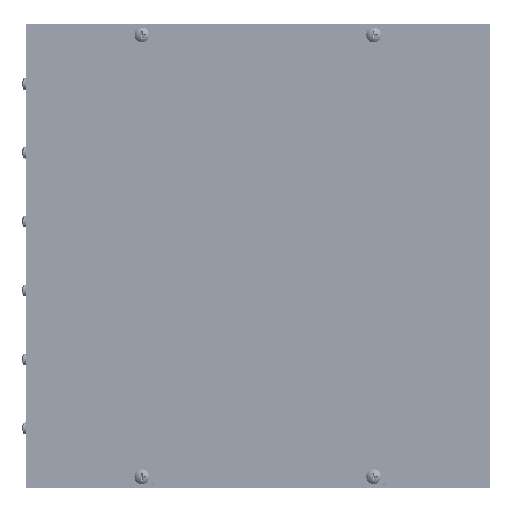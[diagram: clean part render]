
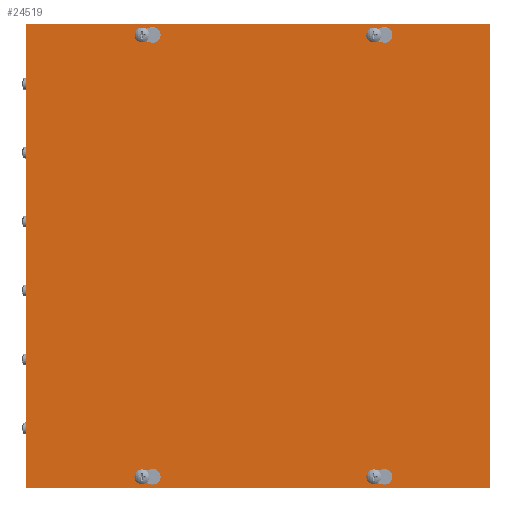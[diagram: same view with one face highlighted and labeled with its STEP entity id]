
A CAD part, top view. The second image highlights one B-rep face of the part: STEP entity #24519.
In plain terms, the highlighted planar face has unit normal (0, 0, 1).
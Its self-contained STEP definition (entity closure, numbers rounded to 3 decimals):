
#611=FACE_BOUND('',#3700,.T.);
#612=FACE_BOUND('',#3701,.T.);
#613=FACE_BOUND('',#3702,.T.);
#614=FACE_BOUND('',#3703,.T.);
#961=PLANE('',#26419);
#2105=FACE_OUTER_BOUND('',#3699,.T.);
#3699=EDGE_LOOP('',(#19087,#19088,#19089,#19090));
#3700=EDGE_LOOP('',(#19091,#19092,#19093,#19094));
#3701=EDGE_LOOP('',(#19095,#19096,#19097,#19098));
#3702=EDGE_LOOP('',(#19099,#19100,#19101,#19102));
#3703=EDGE_LOOP('',(#19103,#19104,#19105,#19106));
#5060=CIRCLE('',#26385,0.203);
#5062=CIRCLE('',#26389,0.125);
#5064=CIRCLE('',#26393,0.203);
#5066=CIRCLE('',#26397,0.125);
#5068=CIRCLE('',#26401,0.203);
#5070=CIRCLE('',#26405,0.125);
#5072=CIRCLE('',#26409,0.203);
#5074=CIRCLE('',#26413,0.125);
#6190=LINE('',#38702,#8232);
#6195=LINE('',#38716,#8237);
#6198=LINE('',#38726,#8240);
#6203=LINE('',#38740,#8245);
#6206=LINE('',#38750,#8248);
#6211=LINE('',#38764,#8253);
#6214=LINE('',#38774,#8256);
#6219=LINE('',#38788,#8261);
#6222=LINE('',#38798,#8264);
#6226=LINE('',#38806,#8268);
#6229=LINE('',#38812,#8271);
#6232=LINE('',#38817,#8274);
#8232=VECTOR('',#30326,0.27);
#8237=VECTOR('',#30339,0.27);
#8240=VECTOR('',#30350,0.27);
#8245=VECTOR('',#30363,0.27);
#8248=VECTOR('',#30374,0.27);
#8253=VECTOR('',#30387,0.27);
#8256=VECTOR('',#30398,0.27);
#8261=VECTOR('',#30411,0.27);
#8264=VECTOR('',#30422,12.);
#8268=VECTOR('',#30428,12.);
#8271=VECTOR('',#30433,12.);
#8274=VECTOR('',#30438,12.);
#11080=VERTEX_POINT('',#38700);
#11081=VERTEX_POINT('',#38701);
#11084=VERTEX_POINT('',#38709);
#11086=VERTEX_POINT('',#38715);
#11088=VERTEX_POINT('',#38724);
#11089=VERTEX_POINT('',#38725);
#11092=VERTEX_POINT('',#38733);
#11094=VERTEX_POINT('',#38739);
#11096=VERTEX_POINT('',#38748);
#11097=VERTEX_POINT('',#38749);
#11100=VERTEX_POINT('',#38757);
#11102=VERTEX_POINT('',#38763);
#11104=VERTEX_POINT('',#38772);
#11105=VERTEX_POINT('',#38773);
#11108=VERTEX_POINT('',#38781);
#11110=VERTEX_POINT('',#38787);
#11112=VERTEX_POINT('',#38796);
#11113=VERTEX_POINT('',#38797);
#11116=VERTEX_POINT('',#38805);
#11118=VERTEX_POINT('',#38811);
#13906=EDGE_CURVE('',#11080,#11081,#6190,.T.);
#13910=EDGE_CURVE('',#11084,#11080,#5060,.T.);
#13913=EDGE_CURVE('',#11086,#11084,#6195,.T.);
#13916=EDGE_CURVE('',#11081,#11086,#5062,.T.);
#13918=EDGE_CURVE('',#11088,#11089,#6198,.T.);
#13922=EDGE_CURVE('',#11092,#11088,#5064,.T.);
#13925=EDGE_CURVE('',#11094,#11092,#6203,.T.);
#13928=EDGE_CURVE('',#11089,#11094,#5066,.T.);
#13930=EDGE_CURVE('',#11096,#11097,#6206,.T.);
#13934=EDGE_CURVE('',#11100,#11096,#5068,.T.);
#13937=EDGE_CURVE('',#11102,#11100,#6211,.T.);
#13940=EDGE_CURVE('',#11097,#11102,#5070,.T.);
#13942=EDGE_CURVE('',#11104,#11105,#6214,.T.);
#13946=EDGE_CURVE('',#11108,#11104,#5072,.T.);
#13949=EDGE_CURVE('',#11110,#11108,#6219,.T.);
#13952=EDGE_CURVE('',#11105,#11110,#5074,.T.);
#13954=EDGE_CURVE('',#11112,#11113,#6222,.T.);
#13958=EDGE_CURVE('',#11113,#11116,#6226,.T.);
#13961=EDGE_CURVE('',#11116,#11118,#6229,.T.);
#13964=EDGE_CURVE('',#11118,#11112,#6232,.T.);
#19087=ORIENTED_EDGE('',*,*,#13954,.F.);
#19088=ORIENTED_EDGE('',*,*,#13964,.F.);
#19089=ORIENTED_EDGE('',*,*,#13961,.F.);
#19090=ORIENTED_EDGE('',*,*,#13958,.F.);
#19091=ORIENTED_EDGE('',*,*,#13906,.T.);
#19092=ORIENTED_EDGE('',*,*,#13916,.T.);
#19093=ORIENTED_EDGE('',*,*,#13913,.T.);
#19094=ORIENTED_EDGE('',*,*,#13910,.T.);
#19095=ORIENTED_EDGE('',*,*,#13918,.T.);
#19096=ORIENTED_EDGE('',*,*,#13928,.T.);
#19097=ORIENTED_EDGE('',*,*,#13925,.T.);
#19098=ORIENTED_EDGE('',*,*,#13922,.T.);
#19099=ORIENTED_EDGE('',*,*,#13930,.T.);
#19100=ORIENTED_EDGE('',*,*,#13940,.T.);
#19101=ORIENTED_EDGE('',*,*,#13937,.T.);
#19102=ORIENTED_EDGE('',*,*,#13934,.T.);
#19103=ORIENTED_EDGE('',*,*,#13942,.T.);
#19104=ORIENTED_EDGE('',*,*,#13952,.T.);
#19105=ORIENTED_EDGE('',*,*,#13949,.T.);
#19106=ORIENTED_EDGE('',*,*,#13946,.T.);
#24519=ADVANCED_FACE('',(#2105,#611,#612,#613,#614),#961,.T.);
#26385=AXIS2_PLACEMENT_3D('',#38710,#30332,#30333);
#26389=AXIS2_PLACEMENT_3D('',#38721,#30344,#30345);
#26393=AXIS2_PLACEMENT_3D('',#38734,#30356,#30357);
#26397=AXIS2_PLACEMENT_3D('',#38745,#30368,#30369);
#26401=AXIS2_PLACEMENT_3D('',#38758,#30380,#30381);
#26405=AXIS2_PLACEMENT_3D('',#38769,#30392,#30393);
#26409=AXIS2_PLACEMENT_3D('',#38782,#30404,#30405);
#26413=AXIS2_PLACEMENT_3D('',#38793,#30416,#30417);
#26419=AXIS2_PLACEMENT_3D('',#38819,#30440,#30441);
#30326=DIRECTION('',(0.278,0.961,0.));
#30332=DIRECTION('center_axis',(0.,0.,-1.));
#30333=DIRECTION('ref_axis',(0.961,-0.278,0.));
#30339=DIRECTION('',(0.278,-0.961,0.));
#30344=DIRECTION('center_axis',(0.,0.,-1.));
#30345=DIRECTION('ref_axis',(-0.961,-0.278,0.));
#30350=DIRECTION('',(0.278,0.961,0.));
#30356=DIRECTION('center_axis',(0.,0.,-1.));
#30357=DIRECTION('ref_axis',(0.961,-0.278,0.));
#30363=DIRECTION('',(0.278,-0.961,0.));
#30368=DIRECTION('center_axis',(0.,0.,-1.));
#30369=DIRECTION('ref_axis',(-0.961,-0.278,0.));
#30374=DIRECTION('',(0.278,0.961,0.));
#30380=DIRECTION('center_axis',(0.,0.,-1.));
#30381=DIRECTION('ref_axis',(0.961,-0.278,0.));
#30387=DIRECTION('',(0.278,-0.961,0.));
#30392=DIRECTION('center_axis',(0.,0.,-1.));
#30393=DIRECTION('ref_axis',(-0.961,-0.278,0.));
#30398=DIRECTION('',(0.278,0.961,0.));
#30404=DIRECTION('center_axis',(0.,0.,-1.));
#30405=DIRECTION('ref_axis',(0.961,-0.278,0.));
#30411=DIRECTION('',(0.278,-0.961,0.));
#30416=DIRECTION('center_axis',(0.,0.,-1.));
#30417=DIRECTION('ref_axis',(-0.961,-0.278,0.));
#30422=DIRECTION('',(0.,1.,0.));
#30428=DIRECTION('',(1.,0.,0.));
#30433=DIRECTION('',(0.,-1.,0.));
#30438=DIRECTION('',(-1.,0.,0.));
#30440=DIRECTION('center_axis',(0.,0.,1.));
#30441=DIRECTION('ref_axis',(1.,0.,0.));
#38700=CARTESIAN_POINT('',(5.524,-3.225,0.059));
#38701=CARTESIAN_POINT('',(5.599,-2.965,0.059));
#38702=CARTESIAN_POINT('',(5.741,-2.474,0.059));
#38709=CARTESIAN_POINT('',(5.914,-3.225,0.059));
#38710=CARTESIAN_POINT('Origin',(5.719,-3.281,0.059));
#38715=CARTESIAN_POINT('',(5.839,-2.965,0.059));
#38716=CARTESIAN_POINT('',(5.218,-0.818,0.059));
#38721=CARTESIAN_POINT('Origin',(5.719,-3.,0.059));
#38724=CARTESIAN_POINT('',(-5.914,-3.225,0.059));
#38725=CARTESIAN_POINT('',(-5.839,-2.965,0.059));
#38726=CARTESIAN_POINT('',(-5.255,-0.948,0.059));
#38733=CARTESIAN_POINT('',(-5.524,-3.225,0.059));
#38734=CARTESIAN_POINT('Origin',(-5.719,-3.281,0.059));
#38739=CARTESIAN_POINT('',(-5.599,-2.965,0.059));
#38740=CARTESIAN_POINT('',(-5.778,-2.344,0.059));
#38745=CARTESIAN_POINT('Origin',(-5.719,-3.,0.059));
#38748=CARTESIAN_POINT('',(5.524,2.775,0.059));
#38749=CARTESIAN_POINT('',(5.599,3.035,0.059));
#38750=CARTESIAN_POINT('',(4.94,0.758,0.059));
#38757=CARTESIAN_POINT('',(5.914,2.775,0.059));
#38758=CARTESIAN_POINT('Origin',(5.719,2.719,0.059));
#38763=CARTESIAN_POINT('',(5.839,3.035,0.059));
#38764=CARTESIAN_POINT('',(6.018,2.413,0.059));
#38769=CARTESIAN_POINT('Origin',(5.719,3.,0.059));
#38772=CARTESIAN_POINT('',(-5.914,2.775,0.059));
#38773=CARTESIAN_POINT('',(-5.839,3.035,0.059));
#38774=CARTESIAN_POINT('',(-6.056,2.284,0.059));
#38781=CARTESIAN_POINT('',(-5.524,2.775,0.059));
#38782=CARTESIAN_POINT('Origin',(-5.719,2.719,0.059));
#38787=CARTESIAN_POINT('',(-5.599,3.035,0.059));
#38788=CARTESIAN_POINT('',(-4.978,0.887,0.059));
#38793=CARTESIAN_POINT('Origin',(-5.719,3.,0.059));
#38796=CARTESIAN_POINT('',(-6.,-6.,0.059));
#38797=CARTESIAN_POINT('',(-6.,6.,0.059));
#38798=CARTESIAN_POINT('',(-6.,-6.,0.059));
#38805=CARTESIAN_POINT('',(6.,6.,0.059));
#38806=CARTESIAN_POINT('',(-6.,6.,0.059));
#38811=CARTESIAN_POINT('',(6.,-6.,0.059));
#38812=CARTESIAN_POINT('',(6.,6.,0.059));
#38817=CARTESIAN_POINT('',(6.,-6.,0.059));
#38819=CARTESIAN_POINT('Origin',(0.,0.,
0.059));
